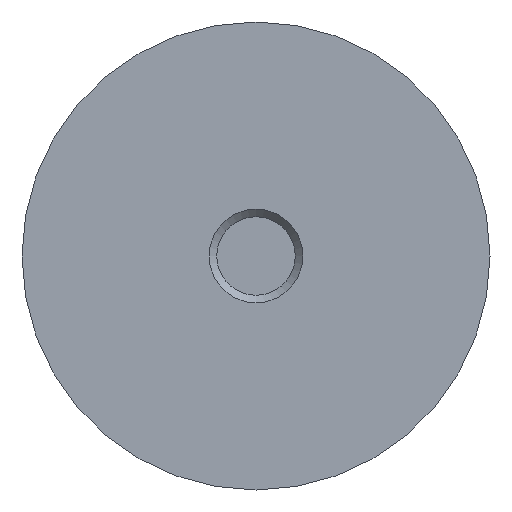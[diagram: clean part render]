
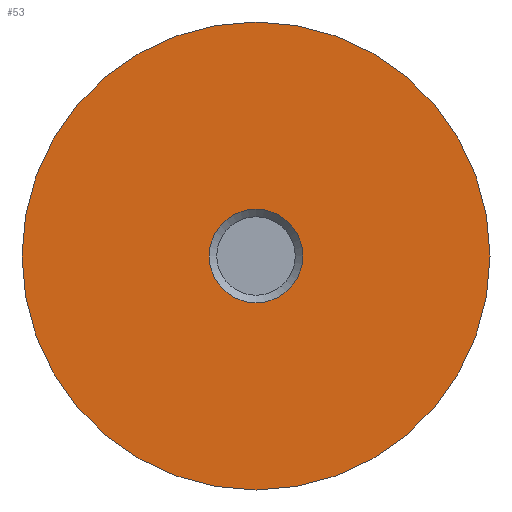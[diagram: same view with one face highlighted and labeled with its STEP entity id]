
A CAD part, front view. The second image highlights one B-rep face of the part: STEP entity #53.
In plain terms, the highlighted planar face has unit normal (0, -1, 0).
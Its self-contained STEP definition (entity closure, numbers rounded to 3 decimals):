
#53 = ADVANCED_FACE( '', ( #109, #110 ), #111, .F. );
#109 = FACE_BOUND( '', #158, .T. );
#110 = FACE_OUTER_BOUND( '', #159, .T. );
#111 = PLANE( '', #160 );
#158 = EDGE_LOOP( '', ( #219 ) );
#159 = EDGE_LOOP( '', ( #220 ) );
#160 = AXIS2_PLACEMENT_3D( '', #221, #222, #223 );
#219 = ORIENTED_EDGE( '', *, *, #233, .F. );
#220 = ORIENTED_EDGE( '', *, *, #238, .T. );
#221 = CARTESIAN_POINT( '', ( 25., -15., 0. ) );
#222 = DIRECTION( '', ( 0., 1., 0. ) );
#223 = DIRECTION( '', ( 0., 0., 1. ) );
#233 = EDGE_CURVE( '', #256, #256, #257, .T. );
#238 = EDGE_CURVE( '', #264, #264, #265, .T. );
#256 = VERTEX_POINT( '', #287 );
#257 = CIRCLE( '', #288, 5. );
#264 = VERTEX_POINT( '', #295 );
#265 = CIRCLE( '', #296, 25. );
#287 = CARTESIAN_POINT( '', ( 0., -15., -5. ) );
#288 = AXIS2_PLACEMENT_3D( '', #318, #319, #320 );
#295 = CARTESIAN_POINT( '', ( 0., -15., -25. ) );
#296 = AXIS2_PLACEMENT_3D( '', #327, #328, #329 );
#318 = CARTESIAN_POINT( '', ( 0., -15., 0. ) );
#319 = DIRECTION( '', ( 0., -1., 0. ) );
#320 = DIRECTION( '', ( 0., 0., -1. ) );
#327 = CARTESIAN_POINT( '', ( 0., -15., 0. ) );
#328 = DIRECTION( '', ( 0., -1., 0. ) );
#329 = DIRECTION( '', ( 0., 0., -1. ) );
